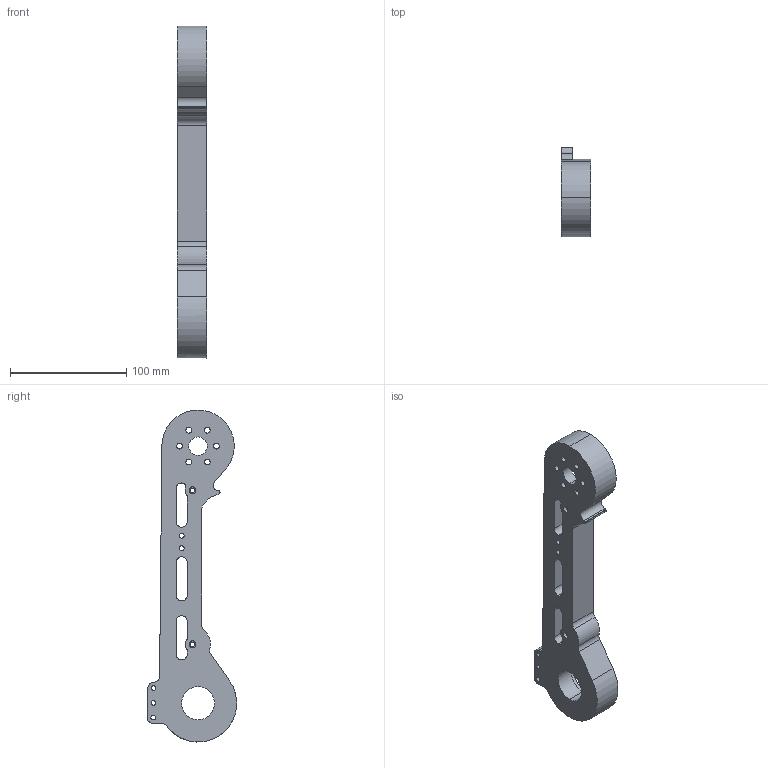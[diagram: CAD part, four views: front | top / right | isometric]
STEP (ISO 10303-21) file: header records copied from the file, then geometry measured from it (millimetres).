
FILE_DESCRIPTION (( 'STEP AP214' ), '1' );
FILE_NAME ('Arm Body_Shwanky.STEP', '2023-12-22T05:36:30', ( '' ), ( '' ), 'SwSTEP 2.0', 'SolidWorks 2023', '' );
FILE_SCHEMA (( 'AUTOMOTIVE_DESIGN' ));
Length unit declared in the file: inch
Products named in the file (1): Arm Body_Shwanky
Bounding box: 25.4 x 76.88 x 285.96 mm (x, y, z)
Volume: 208768.4 mm3; surface area: 57506.7 mm2
Topology: 1 solids, 1 shells, 143 faces, 390 edges, 260 vertices
Faces by surface type: cylinder 106, plane 37
Entity records: 4738 total; most frequent: DIRECTION 893, CARTESIAN_POINT 794, ORIENTED_EDGE 780, EDGE_CURVE 390, AXIS2_PLACEMENT_3D 359, VERTEX_POINT 260, CIRCLE 215, EDGE_LOOP 190
